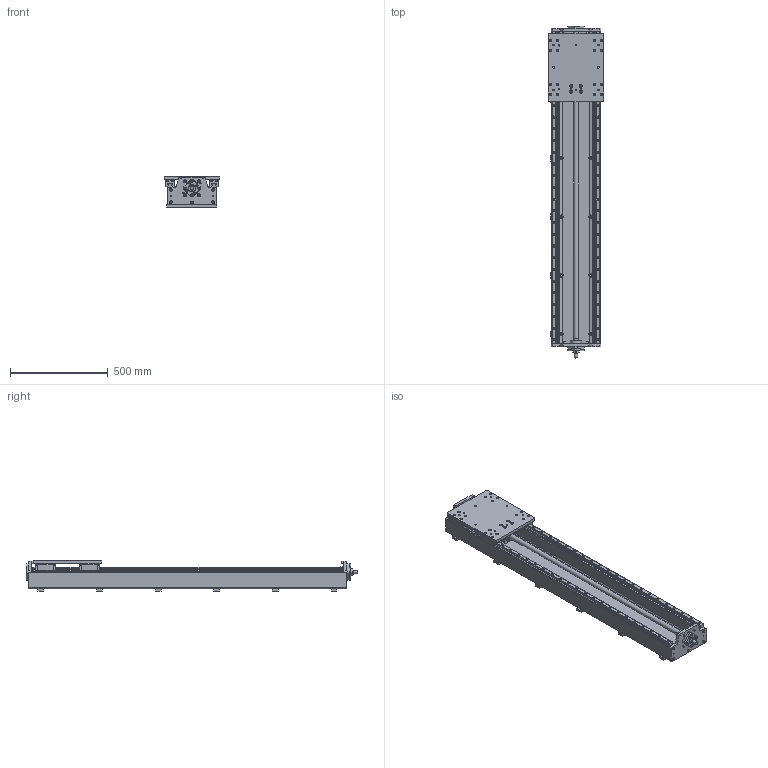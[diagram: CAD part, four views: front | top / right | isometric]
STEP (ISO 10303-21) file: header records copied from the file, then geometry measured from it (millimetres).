
FILE_DESCRIPTION((''),'2;1');
FILE_NAME('KK-HD-285-25-25XX-1600.stp','2009-03-22T20:00:35',('kurt'),(''),'Autodesk Inventor 2008','Autodesk Inventor 2008','');
FILE_SCHEMA(('AUTOMOTIVE_DESIGN { 1 0 10303 214 1 1 1 1 }'));
Length unit declared in the file: millimetre
Products named in the file (1): Part230
Bounding box: 285 x 1699 x 155 mm (x, y, z)
Volume: 21627563.3 mm3; surface area: 2174251.3 mm2
Topology: 21 solids, 21 shells, 2566 faces, 6764 edges, 4442 vertices
Faces by surface type: plane 1606, cylinder 551, bspline 247, cone 146, torus 16
Full cylindrical faces by diameter (mm): 2.459 x4, 3 x4, 3.5 x4, 3.6 x1, 4 x1, 4.917 x69, 5.5 x4, 6 x30, 6.6 x30, 6.647 x14, 7 x54, 8 x4, 8.376 x8, 9 x18, 10 x4, 10.106 x12, 11 x82, 15 x18, 17 x1, 18 x12, 19 x1, 20 x4, 23 x1, 25 x3, 26 x1, 28.64 x4, 29.082 x2, 37 x2, 38 x1, 38.36 x4
Entity records: 83111 total; most frequent: CARTESIAN_POINT 20377, ORIENTED_EDGE 12136, DIRECTION 11408, EDGE_CURVE 6068, VERTEX_POINT 4282, VECTOR 4272, LINE 4272, AXIS2_PLACEMENT_3D 3568
